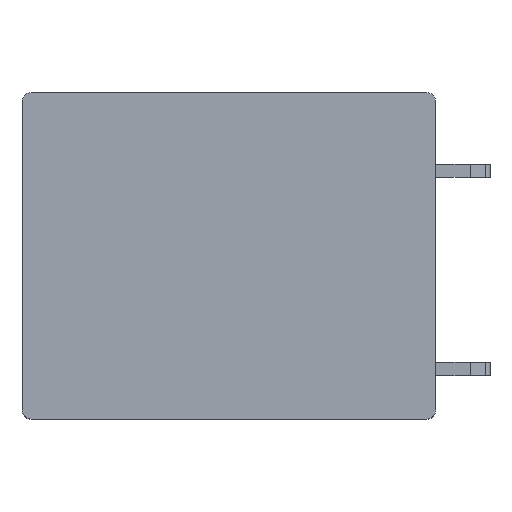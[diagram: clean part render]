
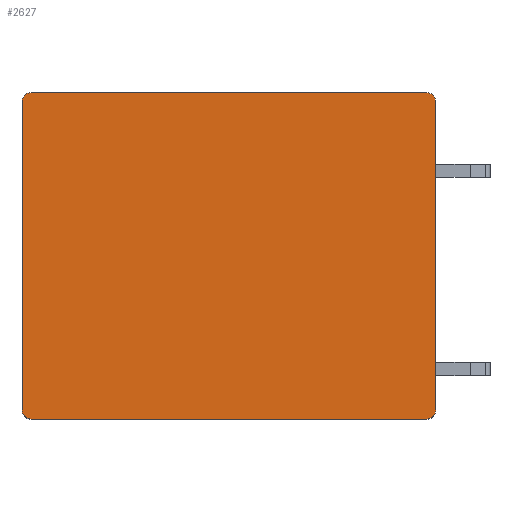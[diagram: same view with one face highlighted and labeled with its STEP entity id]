
A CAD part, top view. The second image highlights one B-rep face of the part: STEP entity #2627.
In plain terms, the highlighted planar face has unit normal (0, 0, 1).
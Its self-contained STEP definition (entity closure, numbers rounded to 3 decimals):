
#965=CARTESIAN_POINT('',(-13.8,9.,5.));
#966=DIRECTION('',(0.,0.,1.));
#967=DIRECTION('',(0.,1.,0.));
#968=AXIS2_PLACEMENT_3D('',#965,#966,#967);
#970=DIRECTION('',(-1.,0.,0.));
#971=VECTOR('',#970,29.9);
#972=CARTESIAN_POINT('',(16.1,9.7,5.));
#973=LINE('',#972,#971);
#974=CARTESIAN_POINT('',(16.1,9.,5.));
#975=DIRECTION('',(0.,0.,1.));
#976=DIRECTION('',(1.,0.,0.));
#977=AXIS2_PLACEMENT_3D('',#974,#975,#976);
#979=DIRECTION('',(0.,1.,0.));
#980=VECTOR('',#979,23.3);
#981=CARTESIAN_POINT('',(16.8,-14.3,5.));
#982=LINE('',#981,#980);
#983=CARTESIAN_POINT('',(16.1,-14.3,5.));
#984=DIRECTION('',(0.,0.,1.));
#985=DIRECTION('',(0.,-1.,0.));
#986=AXIS2_PLACEMENT_3D('',#983,#984,#985);
#988=DIRECTION('',(1.,0.,0.));
#989=VECTOR('',#988,29.9);
#990=CARTESIAN_POINT('',(-13.8,-15.,5.));
#991=LINE('',#990,#989);
#992=CARTESIAN_POINT('',(-13.8,-14.3,5.));
#993=DIRECTION('',(0.,0.,1.));
#994=DIRECTION('',(-1.,0.,0.));
#995=AXIS2_PLACEMENT_3D('',#992,#993,#994);
#997=DIRECTION('',(0.,-1.,0.));
#998=VECTOR('',#997,23.3);
#999=CARTESIAN_POINT('',(-14.5,9.,5.));
#1000=LINE('',#999,#998);
#1229=CARTESIAN_POINT('',(-13.8,9.7,5.));
#1230=VERTEX_POINT('',#1229);
#1231=CARTESIAN_POINT('',(-14.5,9.,5.));
#1232=VERTEX_POINT('',#1231);
#1237=CARTESIAN_POINT('',(16.8,9.,5.));
#1238=VERTEX_POINT('',#1237);
#1239=CARTESIAN_POINT('',(16.1,9.7,5.));
#1240=VERTEX_POINT('',#1239);
#1245=CARTESIAN_POINT('',(-14.5,-14.3,5.));
#1246=VERTEX_POINT('',#1245);
#1247=CARTESIAN_POINT('',(-13.8,-15.,5.));
#1248=VERTEX_POINT('',#1247);
#1253=CARTESIAN_POINT('',(16.1,-15.,5.));
#1254=VERTEX_POINT('',#1253);
#1255=CARTESIAN_POINT('',(16.8,-14.3,5.));
#1256=VERTEX_POINT('',#1255);
#2612=CARTESIAN_POINT('',(0.,0.,5.));
#2613=DIRECTION('',(0.,0.,1.));
#2614=DIRECTION('',(1.,0.,0.));
#2615=AXIS2_PLACEMENT_3D('',#2612,#2613,#2614);
#2616=PLANE('',#2615);
#2617=ORIENTED_EDGE('',*,*,#1308,.F.);
#2618=ORIENTED_EDGE('',*,*,#1324,.F.);
#2619=ORIENTED_EDGE('',*,*,#1337,.F.);
#2620=ORIENTED_EDGE('',*,*,#1352,.F.);
#2621=ORIENTED_EDGE('',*,*,#2037,.F.);
#2622=ORIENTED_EDGE('',*,*,#2050,.F.);
#2623=ORIENTED_EDGE('',*,*,#2143,.F.);
#2624=ORIENTED_EDGE('',*,*,#2155,.F.);
#2625=EDGE_LOOP('',(#2617,#2618,#2619,#2620,#2621,#2622,#2623,#2624));
#2626=FACE_OUTER_BOUND('',#2625,.F.);
#969=CIRCLE('',#968,0.7);
#978=CIRCLE('',#977,0.7);
#987=CIRCLE('',#986,0.7);
#996=CIRCLE('',#995,0.7);
#1308=EDGE_CURVE('',#1230,#1232,#969,.T.);
#1324=EDGE_CURVE('',#1240,#1230,#973,.T.);
#1337=EDGE_CURVE('',#1238,#1240,#978,.T.);
#1352=EDGE_CURVE('',#1256,#1238,#982,.T.);
#2037=EDGE_CURVE('',#1254,#1256,#987,.T.);
#2050=EDGE_CURVE('',#1248,#1254,#991,.T.);
#2143=EDGE_CURVE('',#1246,#1248,#996,.T.);
#2155=EDGE_CURVE('',#1232,#1246,#1000,.T.);
#2627=ADVANCED_FACE('',(#2626),#2616,.T.);
